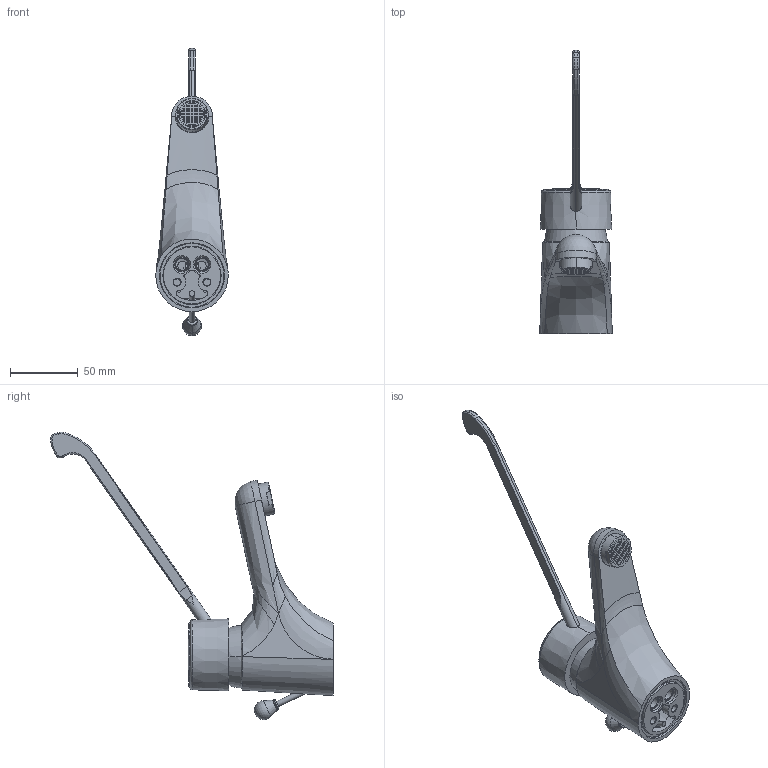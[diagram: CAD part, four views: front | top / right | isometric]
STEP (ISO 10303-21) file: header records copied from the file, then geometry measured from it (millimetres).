
FILE_DESCRIPTION((''),'2;1');
FILE_NAME('PE305CR_SW0001','2024-09-23T16:42:25',('alberto.gaboardi'),('PAFFONI SpA'),'CREO PARAMETRIC BY PTC INC, 2022124','CREO PARAMETRIC BY PTC INC, 2022124','');
FILE_SCHEMA(('CONFIG_CONTROL_DESIGN','SHAPE_APPEARANCE_LAYERS_GROUPS'));
Length unit declared in the file: millimetre
Products named in the file (1): PE305CR_SW0001
Bounding box: 53.5 x 208.58 x 211.87 mm (x, y, z)
Volume: 179280.7 mm3; surface area: 75361.2 mm2
Topology: 3 solids, 15 shells, 2182 faces, 5845 edges, 3823 vertices
Faces by surface type: plane 1859, cylinder 117, torus 91, bspline 55, cone 40, sphere 20
Entity records: 79959 total; most frequent: CARTESIAN_POINT 19915, ORIENTED_EDGE 11668, DIRECTION 11072, EDGE_CURVE 5834, VECTOR 4046, LINE 4046, VERTEX_POINT 3823, AXIS2_PLACEMENT_3D 3513
